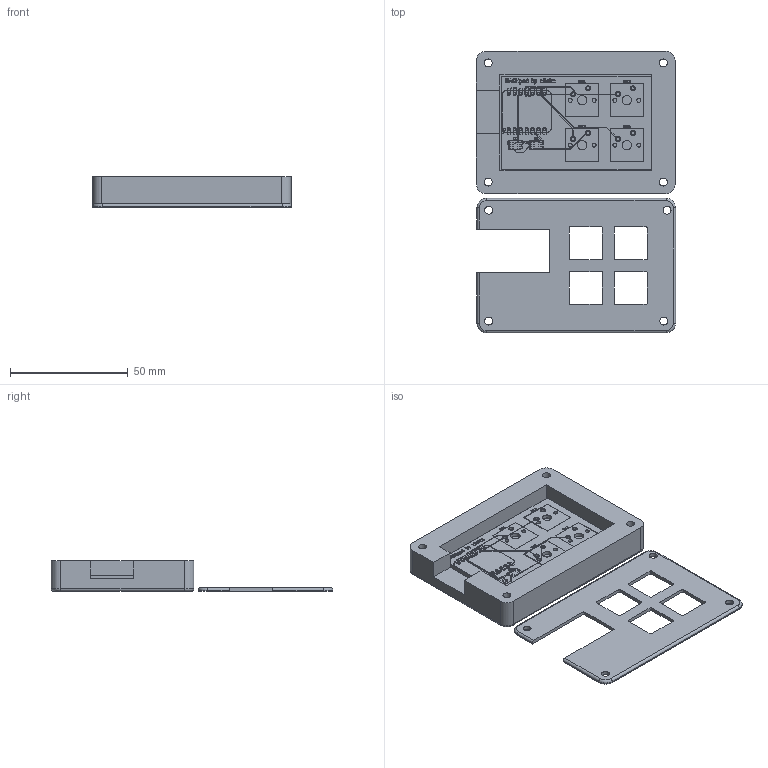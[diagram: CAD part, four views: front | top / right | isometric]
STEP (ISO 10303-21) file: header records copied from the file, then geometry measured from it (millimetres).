
FILE_DESCRIPTION(/* description */ (''),/* implementation_level */ '2;1');
FILE_NAME(/* name */ 'hackpad with pcb.step',/* time_stamp */ '2025-12-04T18:45:53+01:00',/* author */ (''),/* organization */ (''),/* preprocessor_version */ 'ST-DEVELOPER v20.1',/* originating_system */ 'Autodesk Translation Framework v14.21.0.0',/* authorisation */ '');
FILE_SCHEMA (('AUTOMOTIVE_DESIGN { 1 0 10303 214 3 1 1 }'));
Length unit declared in the file: millimetre
Products named in the file (9): hackpad bottom; Hackpad; hackpad top plate; Hackclub hackpad 1; Hackclub hackpad_copper; Hackclub hackpad_silkscreen; Hackclub hackpad_soldermask; Hackclub hackpad_soldermask_1; Hackclub hackpad_PCB
Assembly tree (8 placements, depth 3):
  hackpad bottom
    Hackpad
    hackpad top plate
    Hackclub hackpad 1
      Hackclub hackpad_copper
      Hackclub hackpad_silkscreen
      Hackclub hackpad_soldermask
      Hackclub hackpad_soldermask_1
      Hackclub hackpad_PCB
Bounding box: 84.61 x 119.67 x 13 mm (x, y, z)
Volume: 46731.8 mm3; surface area: 34788.7 mm2
Topology: 35 solids, 64 shells, 1304 faces, 4102 edges, 2966 vertices
Faces by surface type: plane 817, cylinder 276, bspline 203, torus 8
Full cylindrical faces by diameter (mm): 0.839 x14, 0.889 x28, 1.45 x8, 1.5 x16, 1.524 x14, 1.7 x8, 2.2 x16, 3.4 x8, 4 x4, 6 x4
Entity records: 48352 total; most frequent: CARTESIAN_POINT 11840, ORIENTED_EDGE 7494, DIRECTION 6767, EDGE_CURVE 4102, VERTEX_POINT 2966, LINE 2861, VECTOR 2861, AXIS2_PLACEMENT_3D 1953
